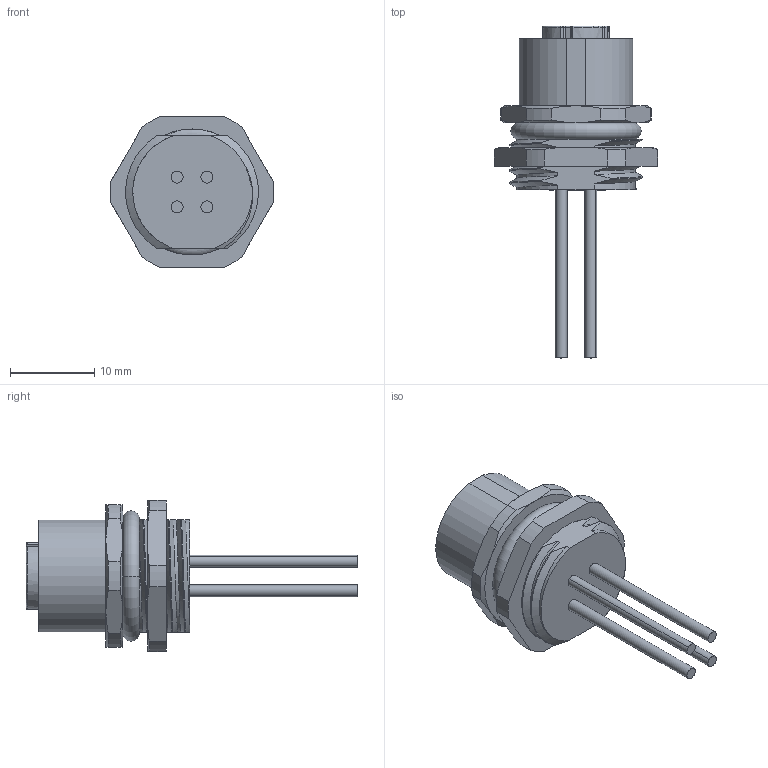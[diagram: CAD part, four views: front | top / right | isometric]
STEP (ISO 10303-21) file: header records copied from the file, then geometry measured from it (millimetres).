
FILE_DESCRIPTION((''),'2;1');
FILE_NAME('6','2017-07-27T',('ch.chen'),(''),'PRO/ENGINEER BY PARAMETRIC TECHNOLOGY CORPORATION, 2012480','PRO/ENGINEER BY PARAMETRIC TECHNOLOGY CORPORATION, 2012480','');
FILE_SCHEMA(('AUTOMOTIVE_DESIGN { 1 0 10303 214 1 1 1 1 }'));
Length unit declared in the file: millimetre
Products named in the file (1): 6
Bounding box: 19.48 x 39.5 x 18 mm (x, y, z)
Volume: 2807.9 mm3; surface area: 3816.2 mm2
Topology: 1 solids, 1 shells, 564 faces, 1494 edges, 952 vertices
Faces by surface type: plane 186, cylinder 134, cone 92, extrusion 86, bspline 33, torus 29, sphere 4
Entity records: 20534 total; most frequent: CARTESIAN_POINT 7115, ORIENTED_EDGE 2956, DIRECTION 2451, EDGE_CURVE 1478, VERTEX_POINT 952, AXIS2_PLACEMENT_3D 867, VECTOR 717, LINE 631
